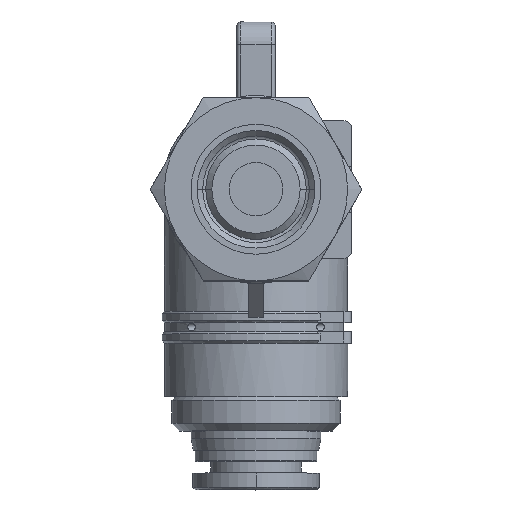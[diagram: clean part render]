
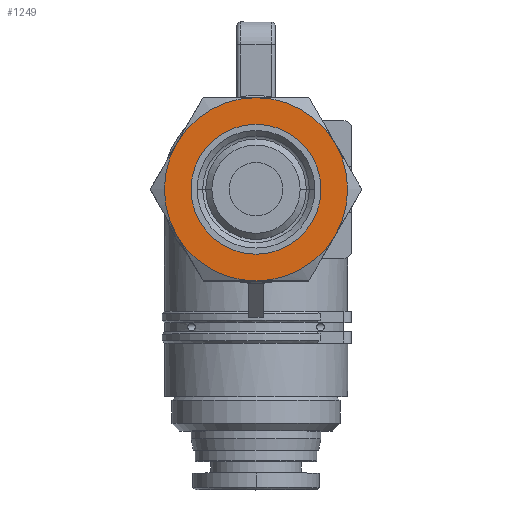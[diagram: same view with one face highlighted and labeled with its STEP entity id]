
A CAD part, top view. The second image highlights one B-rep face of the part: STEP entity #1249.
In plain terms, the highlighted planar face has unit normal (0, 0, 1).
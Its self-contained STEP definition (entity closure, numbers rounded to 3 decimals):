
#257=CARTESIAN_POINT('',(17.837,5.73,19.5));
#258=VERTEX_POINT('',#257);
#267=CARTESIAN_POINT('',(34.837,5.73,19.5));
#268=VERTEX_POINT('',#267);
#269=CARTESIAN_POINT('',(26.337,5.73,19.5));
#270=DIRECTION('',(0.0,0.0,1.0));
#271=DIRECTION('',(-1.0,0.0,0.0));
#272=AXIS2_PLACEMENT_3D('',#269,#270,#271);
#273=CIRCLE('',#272,8.5);
#274=EDGE_CURVE('',#258,#268,#273,.T.);
#479=CARTESIAN_POINT('',(36.729,-0.27,19.5));
#480=VERTEX_POINT('',#479);
#494=CARTESIAN_POINT('',(36.729,11.73,19.5));
#495=VERTEX_POINT('',#494);
#509=CARTESIAN_POINT('',(26.337,5.73,19.5));
#510=DIRECTION('',(0.0,0.0,1.0));
#511=DIRECTION('',(-1.0,0.0,0.0));
#512=AXIS2_PLACEMENT_3D('',#509,#510,#511);
#513=CIRCLE('',#512,12.);
#514=EDGE_CURVE('',#480,#495,#513,.T.);
#526=CARTESIAN_POINT('',(26.337,-6.27,19.5));
#527=VERTEX_POINT('',#526);
#554=CARTESIAN_POINT('',(26.337,5.73,19.5));
#555=DIRECTION('',(0.0,0.0,1.0));
#556=DIRECTION('',(-1.0,0.0,0.0));
#557=AXIS2_PLACEMENT_3D('',#554,#555,#556);
#558=CIRCLE('',#557,12.);
#559=EDGE_CURVE('',#527,#480,#558,.T.);
#571=CARTESIAN_POINT('',(15.945,-0.27,19.5));
#572=VERTEX_POINT('',#571);
#599=CARTESIAN_POINT('',(26.337,5.73,19.5));
#600=DIRECTION('',(0.0,0.0,1.0));
#601=DIRECTION('',(-1.0,0.0,0.0));
#602=AXIS2_PLACEMENT_3D('',#599,#600,#601);
#603=CIRCLE('',#602,12.);
#604=EDGE_CURVE('',#572,#527,#603,.T.);
#629=CARTESIAN_POINT('',(15.945,11.73,19.5));
#630=VERTEX_POINT('',#629);
#631=CARTESIAN_POINT('',(26.337,5.73,19.5));
#632=DIRECTION('',(0.0,0.0,1.0));
#633=DIRECTION('',(-1.0,0.0,0.0));
#634=AXIS2_PLACEMENT_3D('',#631,#632,#633);
#635=CIRCLE('',#634,12.);
#636=EDGE_CURVE('',#630,#572,#635,.T.);
#674=CARTESIAN_POINT('',(26.337,17.73,19.5));
#675=VERTEX_POINT('',#674);
#676=CARTESIAN_POINT('',(26.337,5.73,19.5));
#677=DIRECTION('',(0.0,0.0,1.0));
#678=DIRECTION('',(-1.0,0.0,0.0));
#679=AXIS2_PLACEMENT_3D('',#676,#677,#678);
#680=CIRCLE('',#679,12.);
#681=EDGE_CURVE('',#675,#630,#680,.T.);
#719=CARTESIAN_POINT('',(26.337,5.73,19.5));
#720=DIRECTION('',(0.0,0.0,1.0));
#721=DIRECTION('',(-1.0,0.0,0.0));
#722=AXIS2_PLACEMENT_3D('',#719,#720,#721);
#723=CIRCLE('',#722,12.);
#724=EDGE_CURVE('',#495,#675,#723,.T.);
#1222=CARTESIAN_POINT('',(26.337,5.73,19.5));
#1223=DIRECTION('',(0.0,0.0,1.0));
#1224=DIRECTION('',(-1.0,0.0,0.0));
#1225=AXIS2_PLACEMENT_3D('',#1222,#1223,#1224);
#1226=CIRCLE('',#1225,8.5);
#1227=EDGE_CURVE('',#268,#258,#1226,.T.);
#1232=CARTESIAN_POINT('',(14.493,5.73,19.5));
#1233=DIRECTION('',(0.0,0.0,-1.0));
#1234=DIRECTION('',(-1.0,0.0,0.0));
#1235=AXIS2_PLACEMENT_3D('',#1232,#1233,#1234);
#1236=PLANE('',#1235);
#1237=ORIENTED_EDGE('',*,*,#724,.T.);
#1238=ORIENTED_EDGE('',*,*,#681,.T.);
#1239=ORIENTED_EDGE('',*,*,#636,.T.);
#1240=ORIENTED_EDGE('',*,*,#604,.T.);
#1241=ORIENTED_EDGE('',*,*,#559,.T.);
#1242=ORIENTED_EDGE('',*,*,#514,.T.);
#1243=EDGE_LOOP('',(#1237,#1238,#1239,#1240,#1241,#1242));
#1244=FACE_OUTER_BOUND('',#1243,.T.);
#1245=ORIENTED_EDGE('',*,*,#274,.F.);
#1246=ORIENTED_EDGE('',*,*,#1227,.F.);
#1247=EDGE_LOOP('',(#1245,#1246));
#1248=FACE_BOUND('',#1247,.T.);
#1249=ADVANCED_FACE('',(#1244,#1248),#1236,.F.);
